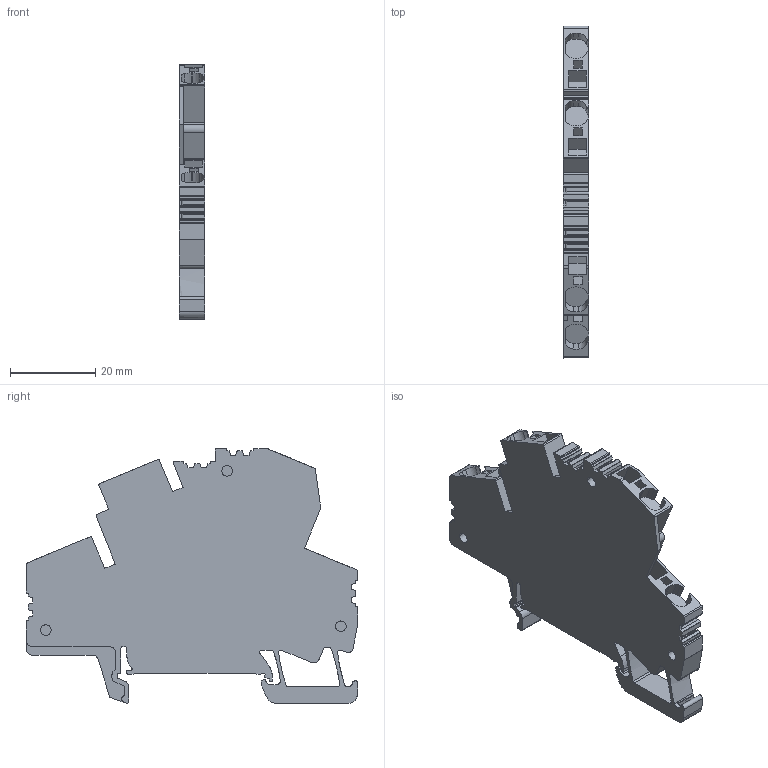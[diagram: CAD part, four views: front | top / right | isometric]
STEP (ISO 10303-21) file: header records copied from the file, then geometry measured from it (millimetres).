
FILE_DESCRIPTION(('CATIA V5R22 STEP214','CAx-IF Rec.Pracs.--- Model Styling and Organization---1.4--- 2014-01-23'),'2;1');
FILE_NAME ('032502-2_0', '2021-02-04T12:12:43+00:00', ('Weidmueller Interface'), ('Weidmueller'), 'CATIA Version 5-6 Release 2016 SP3 HF44', 'CATIA V5 STEP AP214', 'none');
FILE_SCHEMA(('AUTOMOTIVE_DESIGN { 1 0 10303 214 1 1 1 1 }'));
Length unit declared in the file: millimetre
Products named in the file (1): 8709760000_ZDK_4-2_EL
Bounding box: 6.1 x 77.88 x 59.73 mm (x, y, z)
Volume: 17243.4 mm3; surface area: 10349.4 mm2
Topology: 1 solids, 1 shells, 453 faces, 1322 edges, 884 vertices
Faces by surface type: plane 277, cylinder 176
Entity records: 15691 total; most frequent: CARTESIAN_POINT 3684, ORIENTED_EDGE 2644, DIRECTION 1975, EDGE_CURVE 1322, VECTOR 965, LINE 965, VERTEX_POINT 884, AXIS2_PLACEMENT_3D 626
